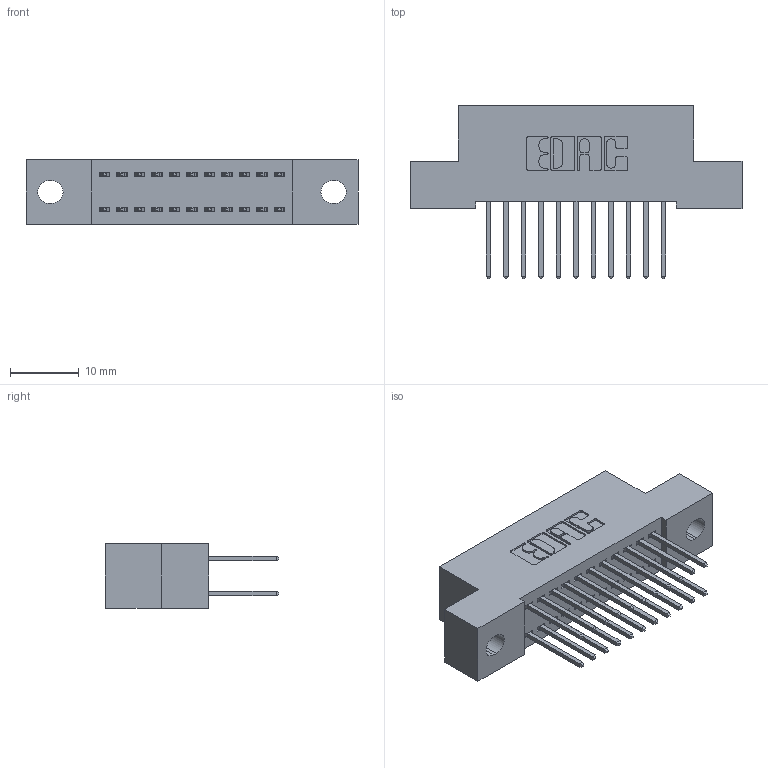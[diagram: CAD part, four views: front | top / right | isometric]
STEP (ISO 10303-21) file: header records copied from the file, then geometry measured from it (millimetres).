
FILE_DESCRIPTION (( 'STEP AP203' ), '1' );
FILE_NAME ('392-022-523-202.STEP', '2019-10-07T06:05:59', ( '' ), ( '' ), 'SwSTEP 2.0', 'SolidWorks 2016', '' );
FILE_SCHEMA (( 'CONFIG_CONTROL_DESIGN' ));
Length unit declared in the file: inch
Products named in the file (3): 345-292-001_345-293-123; 392-022-523-202; 342 Part_.128 Slot
Assembly tree (23 placements, depth 2):
  392-022-523-202
    342 Part_.128 Slot
    345-292-001_345-293-123  x22
Bounding box: 48.26 x 25.15 x 9.4 mm (x, y, z)
Volume: 4182.4 mm3; surface area: 5995.3 mm2
Topology: 23 solids, 23 shells, 1258 faces, 3721 edges, 2450 vertices
Faces by surface type: plane 862, cylinder 396
Entity records: 11107 total; most frequent: CARTESIAN_POINT 1878, ORIENTED_EDGE 1814, DIRECTION 1659, EDGE_CURVE 907, VECTOR 779, LINE 779, VERTEX_POINT 602, AXIS2_PLACEMENT_3D 440
